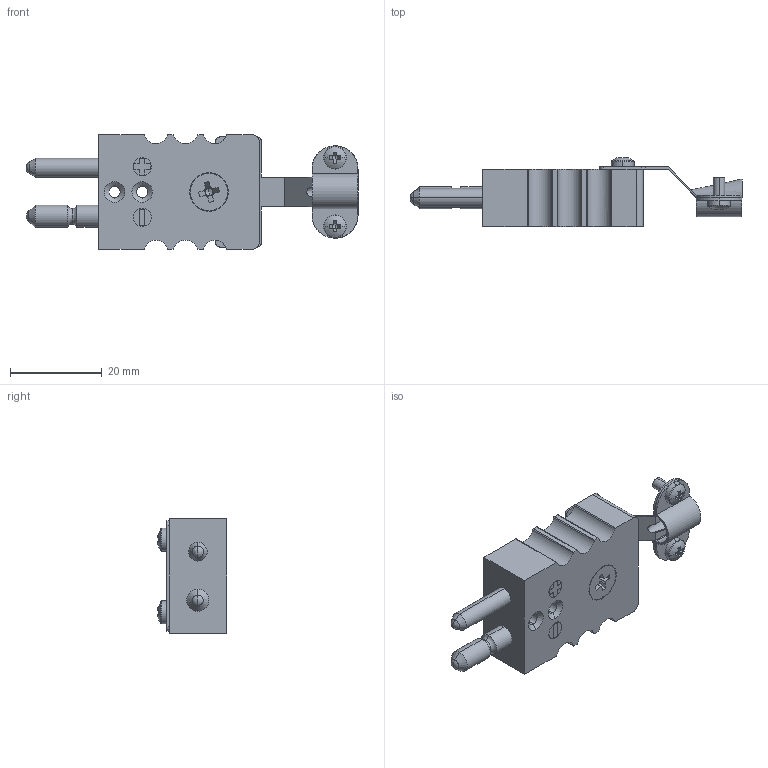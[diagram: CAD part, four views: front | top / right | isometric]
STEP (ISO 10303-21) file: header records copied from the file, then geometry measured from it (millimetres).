
FILE_DESCRIPTION (( 'STEP AP203' ), '1' );
FILE_NAME ('ﾂﾈﾋﾊﾀ ﾑﾒﾀﾍﾄﾀﾐﾒ. ﾒﾈﾏ ﾊ.STEP', '2019-06-27T08:36:50', ( '' ), ( '' ), 'SwSTEP 2.0', 'SolidWorks 2015', '' );
FILE_SCHEMA (( 'CONFIG_CONTROL_DESIGN' ));
Length unit declared in the file: millimetre
Products named in the file (5): countersunk flat head cross recess screw_iso_ISO 7046-1 - M4 x 10 - Z --- 10N; pan head cross recess screw_iso_ISO 7045 - M2.5 x 5 - Z --- 5N; ﾂﾈﾋﾊﾀ ﾑﾒﾀﾍﾄﾀﾐﾒ. ﾒﾈﾏ ﾊ; Âèëêà ñòàíäàðò, òèï Ê; Ïðèõâàò êðîíøòåéíà , âèëêà ñòàíäàðò
Assembly tree (7 placements, depth 2):
  ﾂﾈﾋﾊﾀ ﾑﾒﾀﾍﾄﾀﾐﾒ. ﾒﾈﾏ ﾊ
    Âèëêà ñòàíäàðò, òèï Ê
    Ïðèõâàò êðîíøòåéíà , âèëêà ñòàíäàðò
    countersunk flat head cross recess screw_iso_ISO 7046-1 - M4 x 10 - Z --- 10N
    pan head cross recess screw_iso_ISO 7045 - M2.5 x 5 - Z --- 5N  x4
Bounding box: 72.32 x 15.05 x 25 mm (x, y, z)
Volume: 10785.6 mm3; surface area: 6244.5 mm2
Topology: 7 solids, 7 shells, 1107 faces, 3006 edges, 1952 vertices
Faces by surface type: plane 912, cylinder 89, cone 72, torus 26, sphere 8
Entity records: 31264 total; most frequent: CARTESIAN_POINT 5546, ORIENTED_EDGE 5384, DIRECTION 4898, EDGE_CURVE 2692, VECTOR 2402, LINE 2402, VERTEX_POINT 1772, AXIS2_PLACEMENT_3D 1248
